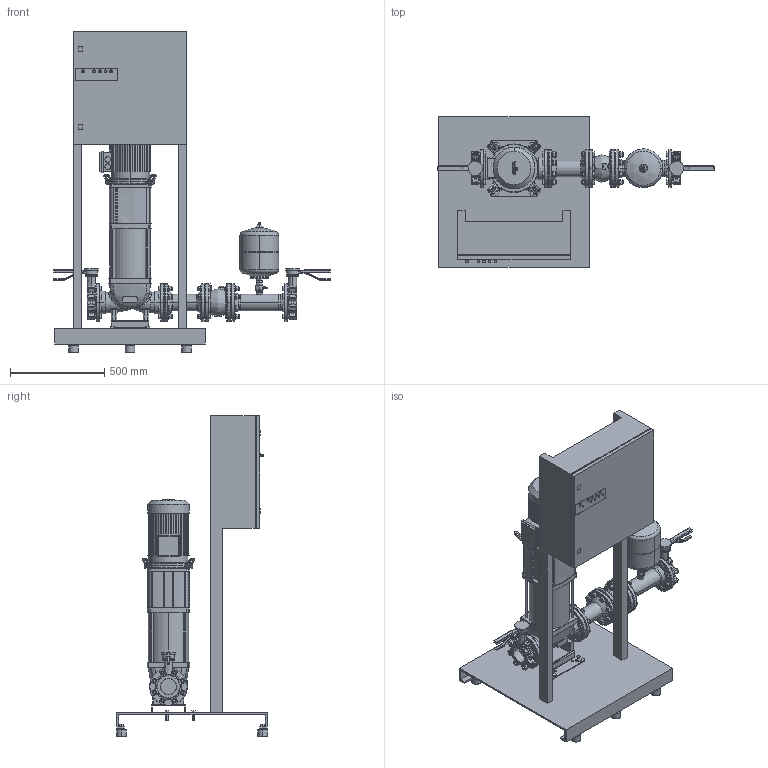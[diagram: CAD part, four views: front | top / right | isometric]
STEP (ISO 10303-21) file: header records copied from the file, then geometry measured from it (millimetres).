
FILE_DESCRIPTION((''),'2;1');
FILE_NAME('3d_FLA-1HELIXV5202_K-02PN10-2534392.stp','2013-07-05T14:16:21',(''),(''),'Mechanical Desktop 2009','Mechanical Desktop 2009',', , ');
FILE_SCHEMA(('CONFIG_CONTROL_DESIGN'));
Length unit declared in the file: millimetre
Products named in the file (1): Product
Bounding box: 1469.5 x 800 x 1705 mm (x, y, z)
Volume: 143839365.9 mm3; surface area: 7016720.9 mm2
Topology: 87 solids, 87 shells, 3102 faces, 7784 edges, 5025 vertices
Faces by surface type: bspline 1439, plane 842, cylinder 584, torus 125, cone 102, sphere 10
Entity records: 110225 total; most frequent: CARTESIAN_POINT 38524, ORIENTED_EDGE 15522, DIRECTION 13443, EDGE_CURVE 7761, VERTEX_POINT 5020, VECTOR 4587, LINE 4587, AXIS2_PLACEMENT_3D 4428
